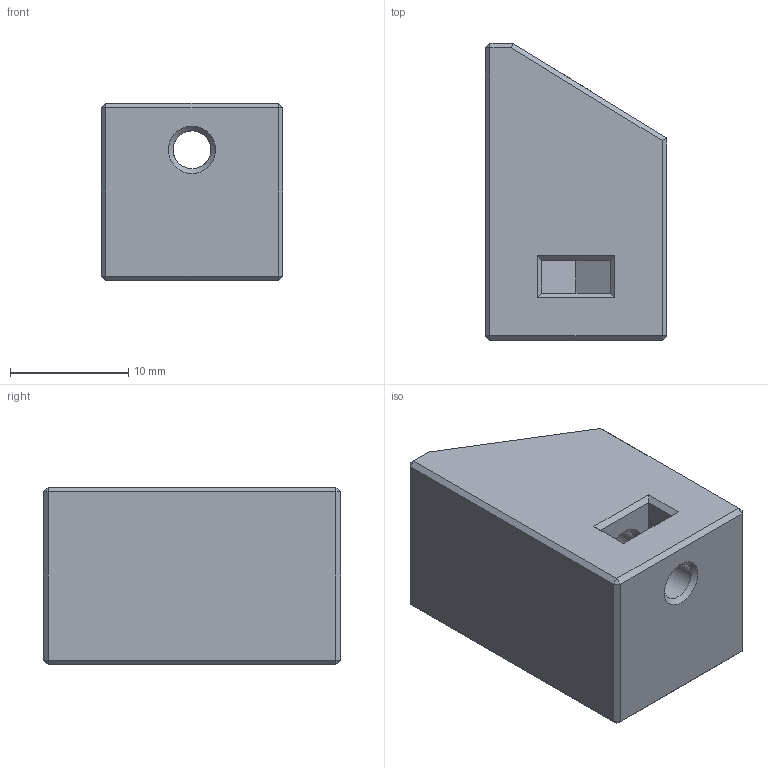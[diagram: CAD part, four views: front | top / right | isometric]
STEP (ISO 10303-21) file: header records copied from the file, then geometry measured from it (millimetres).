
FILE_DESCRIPTION(('FreeCAD Model'),'2;1');
FILE_NAME('Open CASCADE Shape Model','2024-06-16T15:19:40',(''),(''), 'Open CASCADE STEP processor 7.6','FreeCAD','Unknown');
FILE_SCHEMA(('AUTOMOTIVE_DESIGN { 1 0 10303 214 1 1 1 1 }'));
Length unit declared in the file: millimetre
Products named in the file (2): X_Trigger; Body
Assembly tree (1 placements, depth 2):
  X_Trigger
    Body
Bounding box: 15.33 x 25.09 x 15 mm (x, y, z)
Volume: 4715.9 mm3; surface area: 1998.7 mm2
Topology: 1 solids, 1 shells, 44 faces, 93 edges, 52 vertices
Faces by surface type: plane 38, cone 3, cylinder 2, bspline 1
Full cylindrical faces by diameter (mm): 3.2 x2
Entity records: 2501 total; most frequent: CARTESIAN_POINT 517, DIRECTION 368, LINE 265, VECTOR 265, ORIENTED_EDGE 186, PCURVE 186, DEFINITIONAL_REPRESENTATION 186, EDGE_CURVE 93
